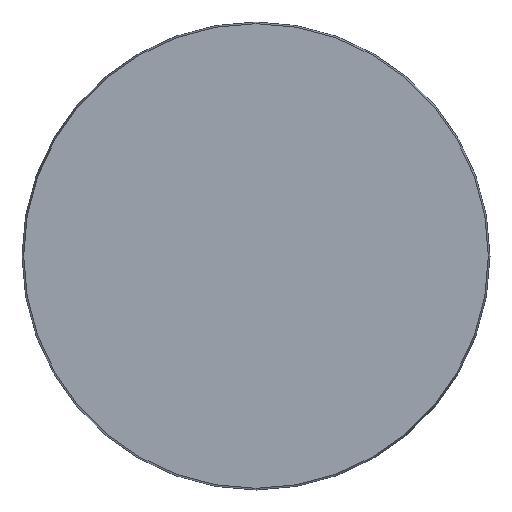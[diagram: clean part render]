
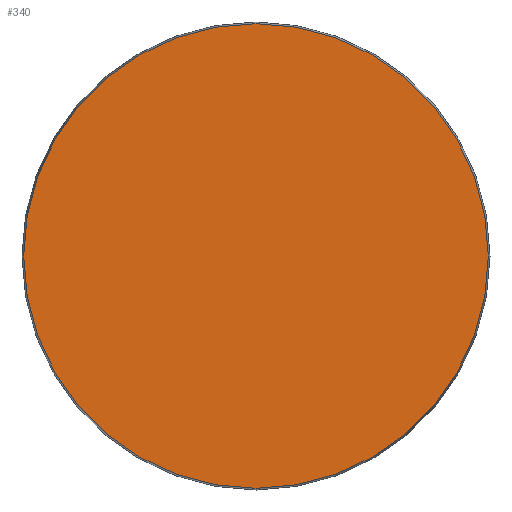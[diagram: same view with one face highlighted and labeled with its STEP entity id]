
A CAD part, front view. The second image highlights one B-rep face of the part: STEP entity #340.
In plain terms, the highlighted planar face has unit normal (0, -1, 0).
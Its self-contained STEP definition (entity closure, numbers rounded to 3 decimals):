
#39 = AXIS2_PLACEMENT_3D ( 'NONE', #439, #92, #571 ) ;
#92 = DIRECTION ( 'NONE',  ( 0., -1., 0. ) ) ;
#167 = DIRECTION ( 'NONE',  ( 0., 0., 1. ) ) ;
#211 = CARTESIAN_POINT ( 'NONE',  ( 0., 0., -78.425 ) ) ;
#221 = VERTEX_POINT ( 'NONE', #211 ) ;
#240 = CIRCLE ( 'NONE', #39, 78.425 ) ;
#267 = EDGE_CURVE ( 'NONE', #221, #221, #240, .T. ) ;
#307 = EDGE_LOOP ( 'NONE', ( #536 ) ) ;
#340 = ADVANCED_FACE ( 'NONE', ( #523 ), #459, .F. ) ;
#407 = CARTESIAN_POINT ( 'NONE',  ( -78.425, 0., 0. ) ) ;
#439 = CARTESIAN_POINT ( 'NONE',  ( 0., 0., 0. ) ) ;
#459 = PLANE ( 'NONE',  #705 ) ;
#523 = FACE_OUTER_BOUND ( 'NONE', #307, .T. ) ;
#536 = ORIENTED_EDGE ( 'NONE', *, *, #267, .T. ) ;
#571 = DIRECTION ( 'NONE',  ( 0., 0., -1. ) ) ;
#705 = AXIS2_PLACEMENT_3D ( 'NONE', #407, #750, #167 ) ;
#750 = DIRECTION ( 'NONE',  ( 0., 1., 0. ) ) ;
